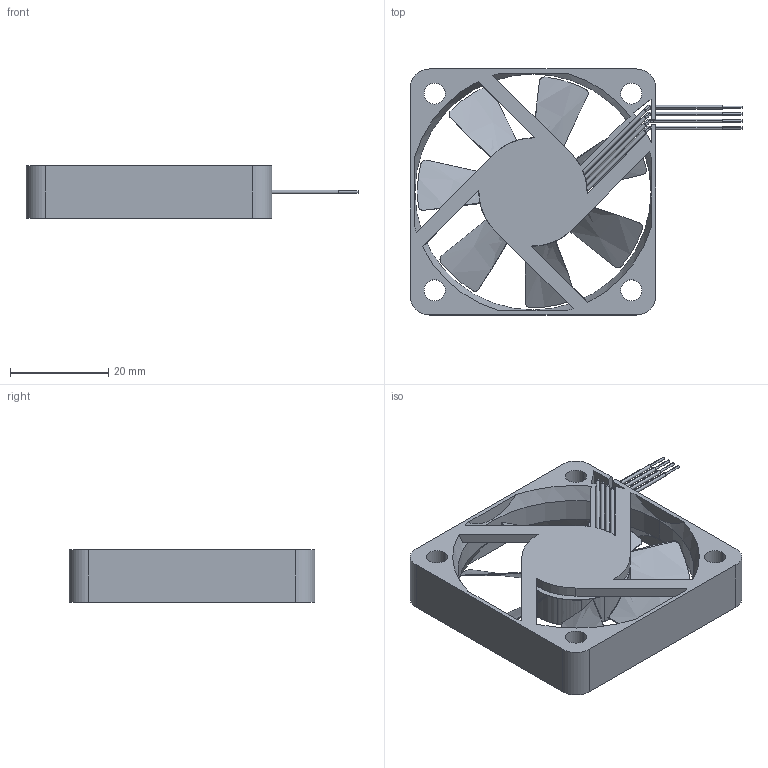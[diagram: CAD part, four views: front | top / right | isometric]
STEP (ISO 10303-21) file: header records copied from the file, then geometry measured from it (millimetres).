
FILE_DESCRIPTION (( 'STEP AP214' ), '1' );
FILE_NAME ('CUI_DEVICES_CFM-5010-03-22.step', '2019-10-25T14:23:12', ( '' ), ( '' ), 'SwSTEP 2.0', 'SolidWorks 2019', '' );
FILE_SCHEMA (( 'AUTOMOTIVE_DESIGN' ));
Length unit declared in the file: inch
Products named in the file (3): CUI_DEVICES_CFM-5010-03-22; CFM-5010 FAN HOUSING_22; CFM-5010 FAN BLADES
Assembly tree (2 placements, depth 2):
  CUI_DEVICES_CFM-5010-03-22
    CFM-5010 FAN HOUSING_22
    CFM-5010 FAN BLADES
Bounding box: 67.5 x 50 x 10.6 mm (x, y, z)
Volume: 24656.2 mm3; surface area: 18008.4 mm2
Topology: 8 solids, 10 shells, 232 faces, 556 edges, 352 vertices
Faces by surface type: cylinder 108, plane 69, bspline 35, torus 16, cone 4
Entity records: 8935 total; most frequent: CARTESIAN_POINT 2844, ORIENTED_EDGE 1112, DIRECTION 995, EDGE_CURVE 556, AXIS2_PLACEMENT_3D 395, VERTEX_POINT 352, EDGE_LOOP 260, FACE_OUTER_BOUND 232
